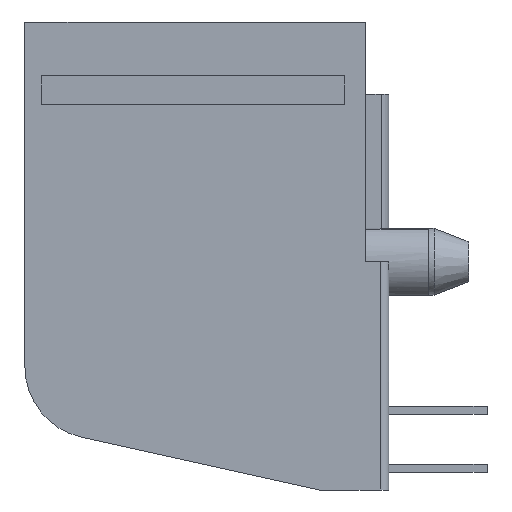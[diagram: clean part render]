
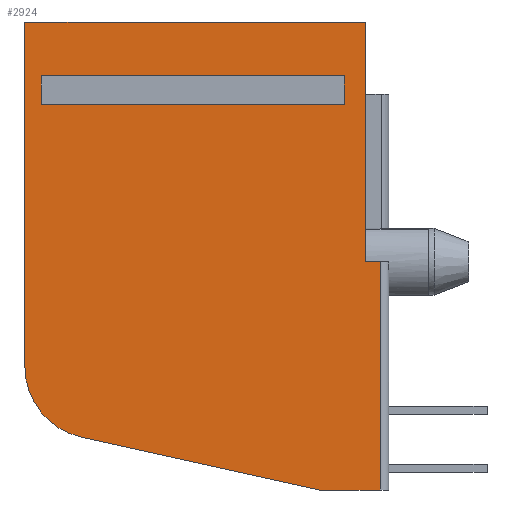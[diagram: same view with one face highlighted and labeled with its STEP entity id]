
A CAD part, left-side view. The second image highlights one B-rep face of the part: STEP entity #2924.
In plain terms, the highlighted planar face has unit normal (-1, 0, 0).
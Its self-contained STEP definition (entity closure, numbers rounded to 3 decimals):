
#157=DIRECTION('',(0.,-1.,0.));
#158=VECTOR('',#157,13.335);
#159=CARTESIAN_POINT('',(-7.747,6.782,-2.362));
#160=LINE('',#159,#158);
#161=DIRECTION('',(0.,0.,1.));
#162=VECTOR('',#161,1.27);
#163=CARTESIAN_POINT('',(-7.747,6.782,-3.632));
#164=LINE('',#163,#162);
#165=DIRECTION('',(0.,1.,0.));
#166=VECTOR('',#165,13.335);
#167=CARTESIAN_POINT('',(-7.747,-6.553,-3.632));
#168=LINE('',#167,#166);
#169=DIRECTION('',(0.,0.,-1.));
#170=VECTOR('',#169,1.27);
#171=CARTESIAN_POINT('',(-7.747,-6.553,-2.362));
#172=LINE('',#171,#170);
#173=DIRECTION('',(0.,0.,1.));
#174=VECTOR('',#173,10.541);
#175=CARTESIAN_POINT('',(-7.747,-7.493,-10.541));
#176=LINE('',#175,#174);
#177=DIRECTION('',(0.,-1.,0.));
#178=VECTOR('',#177,0.635);
#179=CARTESIAN_POINT('',(-7.747,-7.493,-10.541));
#180=LINE('',#179,#178);
#181=DIRECTION('',(0.,-0.976,-0.216));
#182=VECTOR('',#181,10.72);
#183=CARTESIAN_POINT('',(-7.747,5.005,-18.254));
#184=LINE('',#183,#182);
#185=CARTESIAN_POINT('',(-7.747,4.318,-15.154));
#186=DIRECTION('',(-1.,0.,0.));
#187=DIRECTION('',(0.,1.,0.));
#188=AXIS2_PLACEMENT_3D('',#185,#186,#187);
#190=DIRECTION('',(0.,0.,-1.));
#191=VECTOR('',#190,15.154);
#192=CARTESIAN_POINT('',(-7.747,7.493,0.));
#193=LINE('',#192,#191);
#194=DIRECTION('',(0.,1.,0.));
#195=VECTOR('',#194,14.986);
#196=CARTESIAN_POINT('',(-7.747,-7.493,0.));
#197=LINE('',#196,#195);
#518=DIRECTION('',(0.,0.,-1.));
#519=VECTOR('',#518,10.033);
#520=CARTESIAN_POINT('',(-7.747,-8.128,-10.541));
#521=LINE('',#520,#519);
#803=DIRECTION('',(0.,-1.,0.));
#804=VECTOR('',#803,2.667);
#805=CARTESIAN_POINT('',(-7.747,-5.461,-20.574));
#806=LINE('',#805,#804);
#2108=CARTESIAN_POINT('',(-7.747,7.493,0.));
#2109=CARTESIAN_POINT('',(-7.747,7.493,-15.154));
#2110=VERTEX_POINT('',#2108);
#2111=VERTEX_POINT('',#2109);
#2112=CARTESIAN_POINT('',(-7.747,5.005,-18.254));
#2113=CARTESIAN_POINT('',(-7.747,-5.461,-20.574));
#2114=VERTEX_POINT('',#2112);
#2115=VERTEX_POINT('',#2113);
#2118=CARTESIAN_POINT('',(-7.747,-7.493,0.));
#2119=VERTEX_POINT('',#2118);
#2140=CARTESIAN_POINT('',(-7.747,-8.128,-10.541));
#2141=CARTESIAN_POINT('',(-7.747,-8.128,-20.574));
#2142=VERTEX_POINT('',#2140);
#2143=VERTEX_POINT('',#2141);
#2166=CARTESIAN_POINT('',(-7.747,-7.493,-10.541));
#2167=VERTEX_POINT('',#2166);
#2587=CARTESIAN_POINT('',(-7.747,6.782,-2.362));
#2588=VERTEX_POINT('',#2587);
#2589=CARTESIAN_POINT('',(-7.747,-6.553,-2.362));
#2590=VERTEX_POINT('',#2589);
#2591=CARTESIAN_POINT('',(-7.747,-6.553,-3.632));
#2592=VERTEX_POINT('',#2591);
#2593=CARTESIAN_POINT('',(-7.747,6.782,-3.632));
#2594=VERTEX_POINT('',#2593);
#2895=CARTESIAN_POINT('',(-7.747,0.,0.));
#2896=DIRECTION('',(-1.,0.,0.));
#2897=DIRECTION('',(0.,0.,1.));
#2898=AXIS2_PLACEMENT_3D('',#2895,#2896,#2897);
#2899=PLANE('',#2898);
#2901=ORIENTED_EDGE('',*,*,#2900,.F.);
#2903=ORIENTED_EDGE('',*,*,#2902,.T.);
#2905=ORIENTED_EDGE('',*,*,#2904,.T.);
#2907=ORIENTED_EDGE('',*,*,#2906,.F.);
#2909=ORIENTED_EDGE('',*,*,#2908,.F.);
#2911=ORIENTED_EDGE('',*,*,#2910,.F.);
#2913=ORIENTED_EDGE('',*,*,#2912,.F.);
#2915=ORIENTED_EDGE('',*,*,#2914,.F.);
#2916=EDGE_LOOP('',(#2901,#2903,#2905,#2907,#2909,#2911,#2913,#2915));
#2917=FACE_OUTER_BOUND('',#2916,.F.);
#2918=ORIENTED_EDGE('',*,*,#2789,.F.);
#2919=ORIENTED_EDGE('',*,*,#2822,.F.);
#2920=ORIENTED_EDGE('',*,*,#2848,.F.);
#2921=ORIENTED_EDGE('',*,*,#2875,.F.);
#2922=EDGE_LOOP('',(#2918,#2919,#2920,#2921));
#2923=FACE_BOUND('',#2922,.F.);
#2924=ADVANCED_FACE('',(#2917,#2923),#2899,.T.);
#189=CIRCLE('',#188,3.175);
#2789=EDGE_CURVE('',#2588,#2590,#160,.T.);
#2822=EDGE_CURVE('',#2594,#2588,#164,.T.);
#2848=EDGE_CURVE('',#2592,#2594,#168,.T.);
#2875=EDGE_CURVE('',#2590,#2592,#172,.T.);
#2900=EDGE_CURVE('',#2167,#2119,#176,.T.);
#2902=EDGE_CURVE('',#2167,#2142,#180,.T.);
#2904=EDGE_CURVE('',#2142,#2143,#521,.T.);
#2906=EDGE_CURVE('',#2115,#2143,#806,.T.);
#2908=EDGE_CURVE('',#2114,#2115,#184,.T.);
#2910=EDGE_CURVE('',#2111,#2114,#189,.T.);
#2912=EDGE_CURVE('',#2110,#2111,#193,.T.);
#2914=EDGE_CURVE('',#2119,#2110,#197,.T.);
